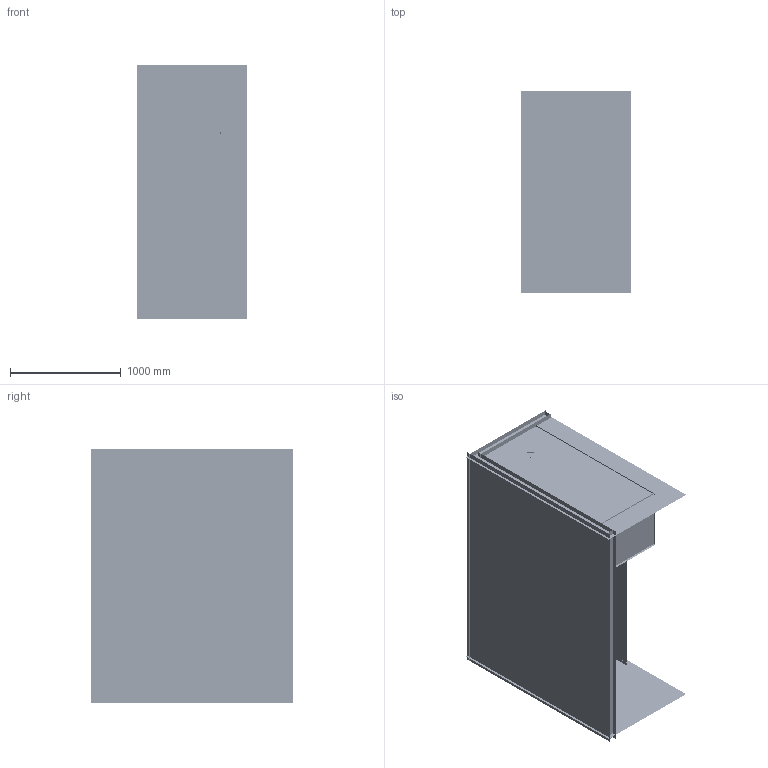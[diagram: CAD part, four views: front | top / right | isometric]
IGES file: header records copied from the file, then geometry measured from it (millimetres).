
Start section:  PTC IGES file: MW3DA.igs
Global section: file name: MW3DA.igs; native system: Pro/ENGINEER by Parametric Technology Corporation; preprocessor: 2010280; author: admin; organization: Unknown; date: 20140604.163018; units: millimetre
Bounding box: 988 x 1820 x 2288 mm (x, y, z)
Surface area: 56986636.2 mm2 (no closed solid volume)
Topology: 0 solids, 0 shells, 15549 faces, 246917 edges, 329221 vertices
Faces by surface type: revolution 11875, bspline 3674
